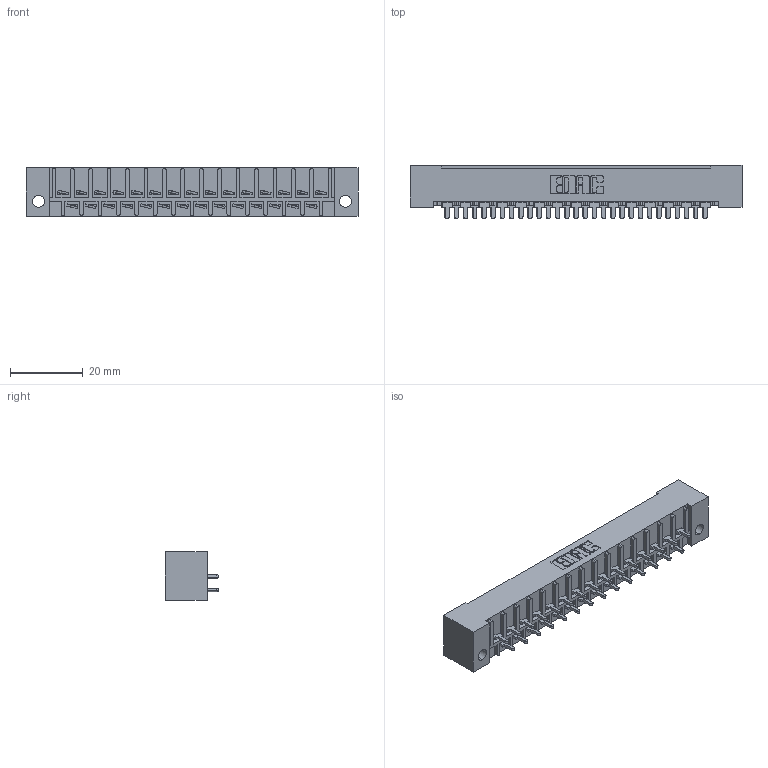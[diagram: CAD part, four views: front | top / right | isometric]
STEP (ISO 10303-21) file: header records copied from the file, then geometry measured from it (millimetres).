
FILE_DESCRIPTION (( 'STEP AP203' ), '1' );
FILE_NAME ('408-029-523-112.STEP', '2019-11-04T19:00:20', ( '' ), ( '' ), 'SwSTEP 2.0', 'SolidWorks 2016', '' );
FILE_SCHEMA (( 'CONFIG_CONTROL_DESIGN' ));
Length unit declared in the file: inch
Products named in the file (4): 408-290-001_408-290-123 - Top; 408 Part_029 - 1; 408-029-523-112; 408-290-001_408-290-123 - Bottom
Assembly tree (30 placements, depth 2):
  408-029-523-112
    408 Part_029 - 1
    408-290-001_408-290-123 - Bottom  x15
    408-290-001_408-290-123 - Top  x14
Bounding box: 91.59 x 14.63 x 13.49 mm (x, y, z)
Volume: 10532 mm3; surface area: 12244.5 mm2
Topology: 30 solids, 30 shells, 1725 faces, 4741 edges, 3082 vertices
Faces by surface type: plane 1297, cylinder 312, bspline 116
Entity records: 24327 total; most frequent: CARTESIAN_POINT 4239, ORIENTED_EDGE 4082, DIRECTION 3719, EDGE_CURVE 2041, LINE 1795, VECTOR 1795, VERTEX_POINT 1354, AXIS2_PLACEMENT_3D 962
